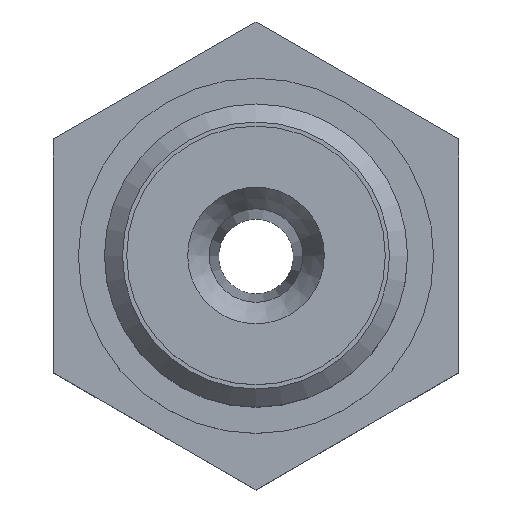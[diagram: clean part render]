
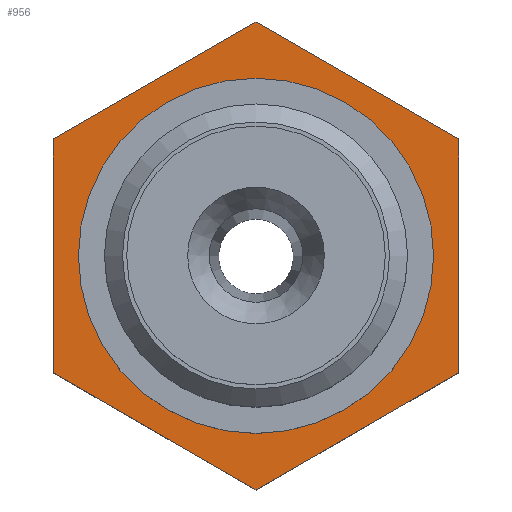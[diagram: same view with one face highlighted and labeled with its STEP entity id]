
A CAD part, top view. The second image highlights one B-rep face of the part: STEP entity #956.
In plain terms, the highlighted planar face has unit normal (0, 0, 1).
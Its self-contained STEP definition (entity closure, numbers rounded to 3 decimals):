
#37=LINE('',#1772,#61);
#39=LINE('',#1776,#63);
#41=LINE('',#1780,#65);
#43=LINE('',#1784,#67);
#45=LINE('',#1788,#69);
#47=LINE('',#1792,#71);
#61=VECTOR('',#1368,1000.);
#63=VECTOR('',#1372,1000.);
#65=VECTOR('',#1376,1000.);
#67=VECTOR('',#1380,1000.);
#69=VECTOR('',#1384,1000.);
#71=VECTOR('',#1388,1000.);
#87=PLANE('',#1111);
#185=CIRCLE('',#1110,5.7);
#431=ORIENTED_EDGE('',*,*,#553,.T.);
#432=ORIENTED_EDGE('',*,*,#551,.T.);
#433=ORIENTED_EDGE('',*,*,#561,.T.);
#434=ORIENTED_EDGE('',*,*,#559,.T.);
#435=ORIENTED_EDGE('',*,*,#557,.T.);
#436=ORIENTED_EDGE('',*,*,#555,.T.);
#437=ORIENTED_EDGE('',*,*,#569,.T.);
#551=EDGE_CURVE('',#649,#648,#37,.T.);
#553=EDGE_CURVE('',#650,#649,#39,.T.);
#555=EDGE_CURVE('',#651,#650,#41,.T.);
#557=EDGE_CURVE('',#652,#651,#43,.T.);
#559=EDGE_CURVE('',#653,#652,#45,.T.);
#561=EDGE_CURVE('',#648,#653,#47,.T.);
#569=EDGE_CURVE('',#661,#661,#185,.T.);
#648=VERTEX_POINT('',#1771);
#649=VERTEX_POINT('',#1773);
#650=VERTEX_POINT('',#1777);
#651=VERTEX_POINT('',#1781);
#652=VERTEX_POINT('',#1785);
#653=VERTEX_POINT('',#1789);
#661=VERTEX_POINT('',#1815);
#772=EDGE_LOOP('',(#431,#432,#433,#434,#435,#436));
#773=EDGE_LOOP('',(#437));
#864=FACE_BOUND('',#772,.T.);
#865=FACE_BOUND('',#773,.T.);
#956=ADVANCED_FACE('',(#864,#865),#87,.F.);
#1110=AXIS2_PLACEMENT_3D('',#1814,#1417,#1418);
#1111=AXIS2_PLACEMENT_3D('',#1816,#1419,#1420);
#1368=DIRECTION('',(-0.866,-0.5,0.));
#1372=DIRECTION('',(-0.866,0.5,0.));
#1376=DIRECTION('',(0.,1.,0.));
#1380=DIRECTION('',(0.866,0.5,0.));
#1384=DIRECTION('',(0.866,-0.5,0.));
#1388=DIRECTION('',(0.,-1.,0.));
#1417=DIRECTION('',(0.,0.,-1.));
#1418=DIRECTION('',(-1.,0.,0.));
#1419=DIRECTION('',(0.,0.,-1.));
#1420=DIRECTION('',(-1.,0.,0.));
#1771=CARTESIAN_POINT('',(-6.5,3.753,-7.3));
#1772=CARTESIAN_POINT('',(0.,7.506,-7.3));
#1773=CARTESIAN_POINT('',(0.,7.506,-7.3));
#1776=CARTESIAN_POINT('',(6.5,3.753,-7.3));
#1777=CARTESIAN_POINT('',(6.5,3.753,-7.3));
#1780=CARTESIAN_POINT('',(6.5,-3.753,-7.3));
#1781=CARTESIAN_POINT('',(6.5,-3.753,-7.3));
#1784=CARTESIAN_POINT('',(0.,-7.506,-7.3));
#1785=CARTESIAN_POINT('',(0.,-7.506,-7.3));
#1788=CARTESIAN_POINT('',(-6.5,-3.753,-7.3));
#1789=CARTESIAN_POINT('',(-6.5,-3.753,-7.3));
#1792=CARTESIAN_POINT('',(-6.5,3.753,-7.3));
#1814=CARTESIAN_POINT('',(0.,0.,-7.3));
#1815=CARTESIAN_POINT('',(-5.7,0.,-7.3));
#1816=CARTESIAN_POINT('',(0.,5.7,-7.3));
